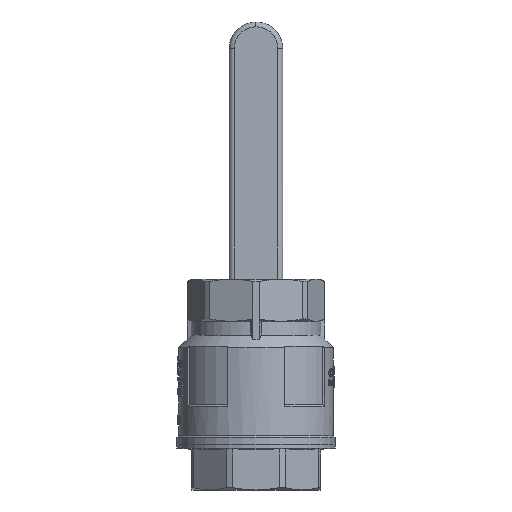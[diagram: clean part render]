
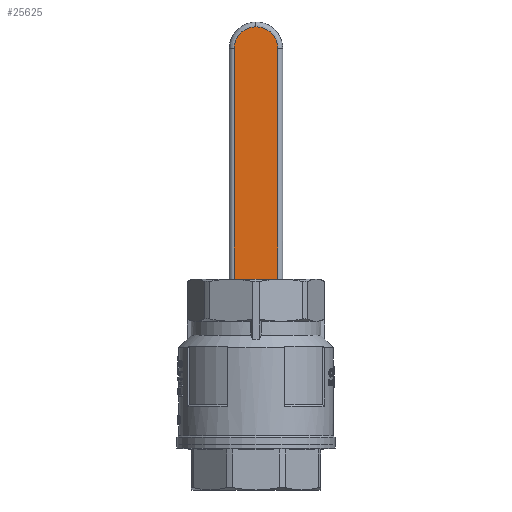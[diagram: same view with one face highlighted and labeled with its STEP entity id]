
A CAD part, front view. The second image highlights one B-rep face of the part: STEP entity #25625.
In plain terms, the highlighted planar face has unit normal (0, -1, 0).
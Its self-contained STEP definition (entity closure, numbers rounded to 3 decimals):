
#3193=LINE('',#49006,#4848);
#3194=LINE('',#49014,#4849);
#3204=LINE('',#49428,#4859);
#4848=VECTOR('',#37548,1000.);
#4849=VECTOR('',#37551,1000.);
#4859=VECTOR('',#37611,1000.);
#6232=PLANE('',#29385);
#13486=ORIENTED_EDGE('',*,*,#17767,.T.);
#13487=ORIENTED_EDGE('',*,*,#17775,.F.);
#13488=ORIENTED_EDGE('',*,*,#17787,.F.);
#13489=ORIENTED_EDGE('',*,*,#17798,.F.);
#13490=ORIENTED_EDGE('',*,*,#17765,.T.);
#17765=EDGE_CURVE('',#20511,#20512,#3193,.T.);
#17767=EDGE_CURVE('',#20512,#20513,#3194,.T.);
#17775=EDGE_CURVE('',#20516,#20513,#21081,.T.);
#17787=EDGE_CURVE('',#20519,#20516,#21089,.T.);
#17798=EDGE_CURVE('',#20511,#20519,#3204,.T.);
#20511=VERTEX_POINT('',#49003);
#20512=VERTEX_POINT('',#49005);
#20513=VERTEX_POINT('',#49013);
#20516=VERTEX_POINT('',#49155);
#20519=VERTEX_POINT('',#49407);
#21081=CIRCLE('',#29368,13.5);
#21089=CIRCLE('',#29380,13.5);
#22513=EDGE_LOOP('',(#13486,#13487,#13488,#13489,#13490));
#24054=FACE_BOUND('',#22513,.T.);
#25625=ADVANCED_FACE('',(#24054),#6232,.T.);
#29368=AXIS2_PLACEMENT_3D('',#49156,#37566,#37567);
#29380=AXIS2_PLACEMENT_3D('',#49408,#37591,#37592);
#29385=AXIS2_PLACEMENT_3D('',#49427,#37609,#37610);
#37548=DIRECTION('',(0.,0.,-1.));
#37551=DIRECTION('',(1.,0.,0.));
#37566=DIRECTION('',(0.,1.,0.));
#37567=DIRECTION('',(1.,0.,0.));
#37591=DIRECTION('',(0.,1.,0.));
#37592=DIRECTION('',(0.,0.,1.));
#37609=DIRECTION('',(0.,-1.,0.));
#37610=DIRECTION('',(0.,0.,-1.));
#37611=DIRECTION('',(1.,0.,0.));
#49003=CARTESIAN_POINT('',(54.556,38.5,13.5));
#49005=CARTESIAN_POINT('',(54.556,38.5,-13.5));
#49006=CARTESIAN_POINT('',(54.556,38.5,0.));
#49013=CARTESIAN_POINT('',(207.,38.5,-13.5));
#49014=CARTESIAN_POINT('',(130.778,38.5,-13.5));
#49155=CARTESIAN_POINT('',(220.5,38.5,0.));
#49156=CARTESIAN_POINT('',(207.,38.5,0.));
#49407=CARTESIAN_POINT('',(207.,38.5,13.5));
#49408=CARTESIAN_POINT('',(207.,38.5,0.));
#49427=CARTESIAN_POINT('',(-27.601,38.5,0.));
#49428=CARTESIAN_POINT('',(0.,38.5,13.5));
